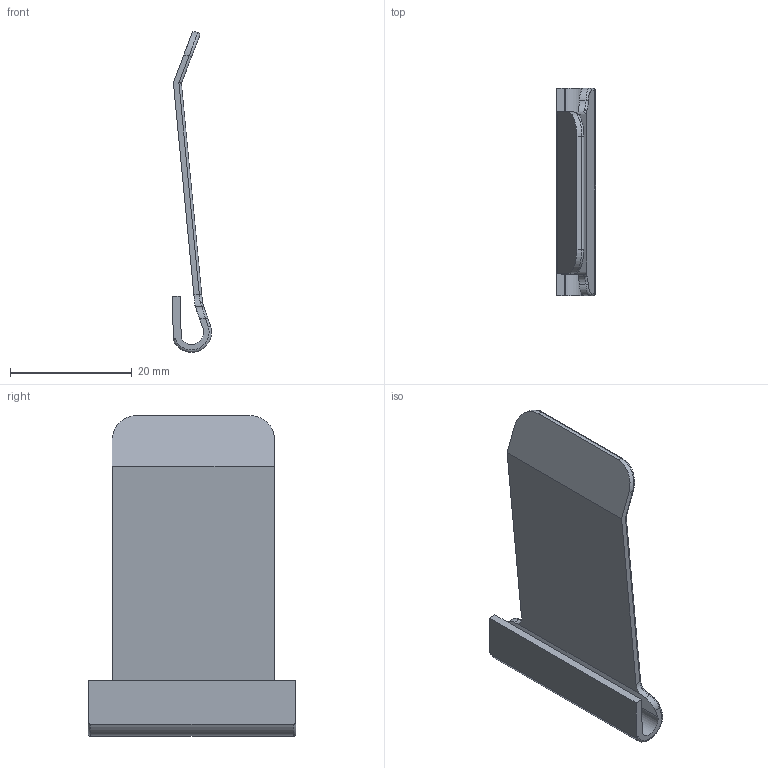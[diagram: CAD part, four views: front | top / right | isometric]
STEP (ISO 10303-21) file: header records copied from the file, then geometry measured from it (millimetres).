
FILE_DESCRIPTION(/* description */ (''),/* implementation_level */ '2;1');
FILE_NAME(/* name */ 'Komponente5.step',/* time_stamp */ '2023-02-23T22:43:41+01:00',/* author */ (''),/* organization */ (''),/* preprocessor_version */ 'ST-DEVELOPER v19.2',/* originating_system */ 'Autodesk Translation Framework v11.17.0.187',/* authorisation */ '');
FILE_SCHEMA (('AUTOMOTIVE_DESIGN { 1 0 10303 214 3 1 1 }'));
Length unit declared in the file: millimetre
Products named in the file (1): Prototype 1_Komponente5
Bounding box: 6.41 x 34 x 52.58 mm (x, y, z)
Volume: 2370.7 mm3; surface area: 3900.4 mm2
Topology: 1 solids, 1 shells, 41 faces, 103 edges, 62 vertices
Faces by surface type: cylinder 15, plane 14, bspline 10, torus 2
Entity records: 1546 total; most frequent: CARTESIAN_POINT 547, DIRECTION 207, ORIENTED_EDGE 202, EDGE_CURVE 101, AXIS2_PLACEMENT_3D 80, VERTEX_POINT 62, LINE 47, VECTOR 47
